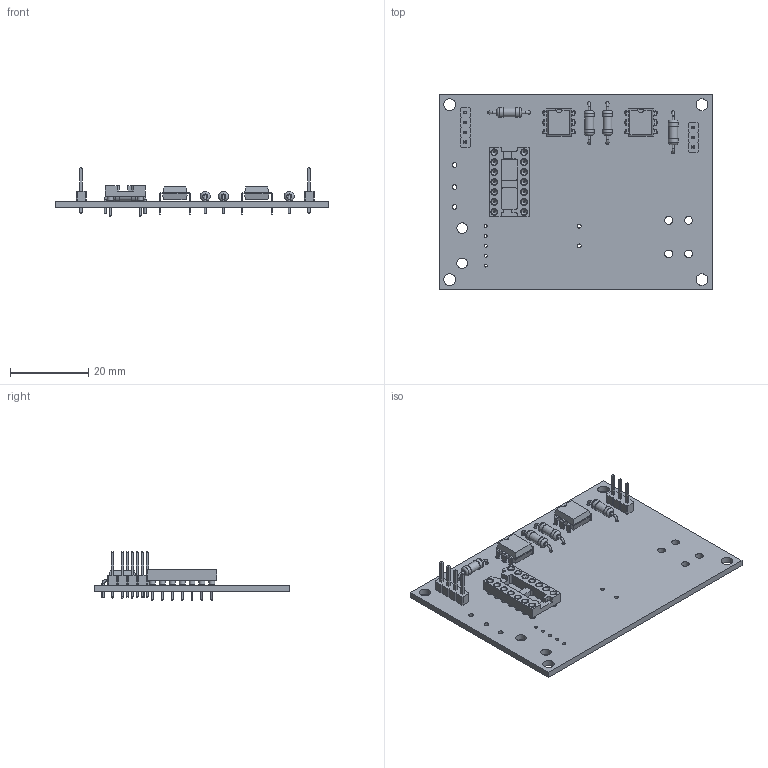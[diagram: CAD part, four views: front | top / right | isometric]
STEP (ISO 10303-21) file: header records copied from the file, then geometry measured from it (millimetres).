
FILE_DESCRIPTION(('KiCad electronic assembly'),'2;1');
FILE_NAME('GolfSim Connector Board.step','2024-11-19T12:09:16',('Pcbnew' ),('Kicad'),'Open CASCADE STEP processor 7.7', 'KiCad to STEP converter','Unknown');
FILE_SCHEMA(('AUTOMOTIVE_DESIGN { 1 0 10303 214 1 1 1 1 }'));
Length unit declared in the file: millimetre
Products named in the file (12): GolfSim Connector Board 1; DIP-6_W7.62mm; PinHeader_1x03_P2.54mm_Vertical; PinHeader_1x03_P254mm_Vertical; PinHeader_1x04_P2.54mm_Vertical; PinHeader_1x04_P254mm_Vertical; R_Axial_DIN0207_L6.3mm_D2.5mm_P10.16mm_Horizontal; R_Axial_DIN0207_L63mm_D25mm_P1016mm_Horizontal; DIP-14_W7.62mm_Socket; DIP_14_W762mm_Socket; GolfSim Connector Board PCB
Assembly tree (15 placements, depth 3):
  GolfSim Connector Board 1
    DIP-6_W7.62mm  x2
      DIP-6_W7.62mm
    PinHeader_1x03_P2.54mm_Vertical
      PinHeader_1x03_P254mm_Vertical
    PinHeader_1x04_P2.54mm_Vertical
      PinHeader_1x04_P254mm_Vertical
    R_Axial_DIN0207_L6.3mm_D2.5mm_P10.16mm_Horizontal  x4
      R_Axial_DIN0207_L63mm_D25mm_P1016mm_Horizontal
    DIP-14_W7.62mm_Socket
      DIP_14_W762mm_Socket
    GolfSim Connector Board PCB
Bounding box: 70 x 50 x 12.32 mm (x, y, z)
Volume: 6357.5 mm3; surface area: 9419.7 mm2
Topology: 10 solids, 10 shells, 746 faces, 1705 edges, 1077 vertices
Faces by surface type: plane 469, cylinder 183, cone 42, bspline 36, torus 16
Full cylindrical faces by diameter (mm): 0.508 x28, 0.6 x16, 0.762 x5, 0.8 x34, 1 x9, 1.2 x3, 1.524 x14, 1.724 x14, 2 x4, 2.25 x4, 2.5 x8, 2.7 x2, 3 x4
Entity records: 39010 total; most frequent: CARTESIAN_POINT 7904, DIRECTION 5172, LINE 3214, VECTOR 3214, ORIENTED_EDGE 2644, PCURVE 2644, DEFINITIONAL_REPRESENTATION 2644, EDGE_CURVE 1322
